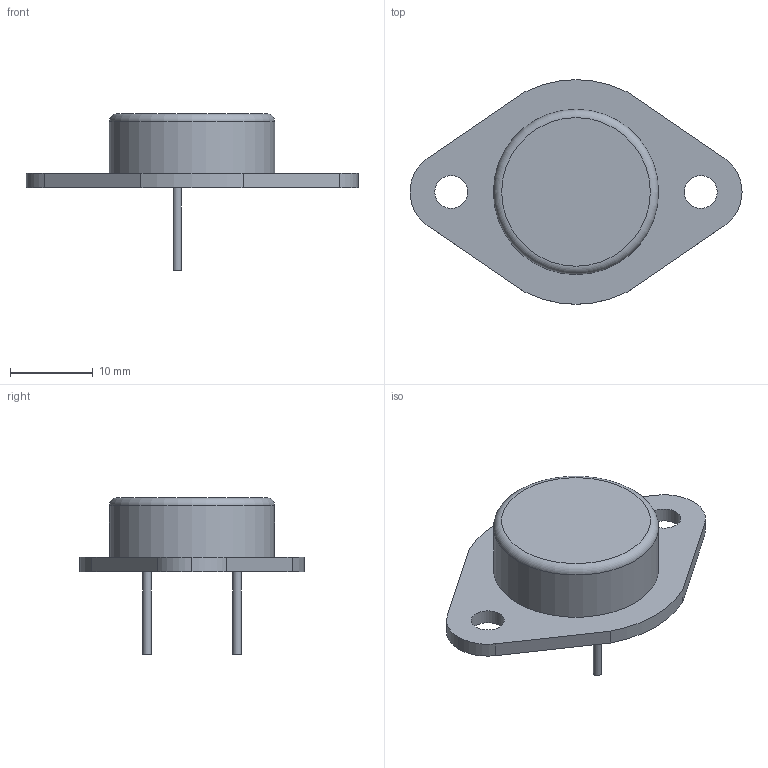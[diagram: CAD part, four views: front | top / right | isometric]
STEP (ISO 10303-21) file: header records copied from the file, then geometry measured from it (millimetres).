
FILE_DESCRIPTION(('FreeCAD Model'),'2;1');
FILE_NAME( 'TO-3.step', '2017-11-26T14:44:28',('kicad StepUp'),('ksu MCAD'), 'Open CASCADE STEP processor 6.8','FreeCAD','Unknown');
FILE_SCHEMA(('AUTOMOTIVE_DESIGN_CC2 { 1 2 10303 214 -1 1 5 4 }'));
Length unit declared in the file: millimetre
Products named in the file (1): TO-3
Bounding box: 40.2 x 27.2 x 19 mm (x, y, z)
Volume: 3515.3 mm3; surface area: 2124.8 mm2
Topology: 1 solids, 1 shells, 22 faces, 48 edges, 32 vertices
Faces by surface type: cylinder 11, plane 10, torus 1
Full cylindrical faces by diameter (mm): 1 x2, 4 x2, 20 x1
Entity records: 792 total; most frequent: DIRECTION 119, CARTESIAN_POINT 103, ORIENTED_EDGE 96, AXIS2_PLACEMENT_3D 48, EDGE_CURVE 48, VERTEX_POINT 32, FACE_BOUND 30, EDGE_LOOP 30
